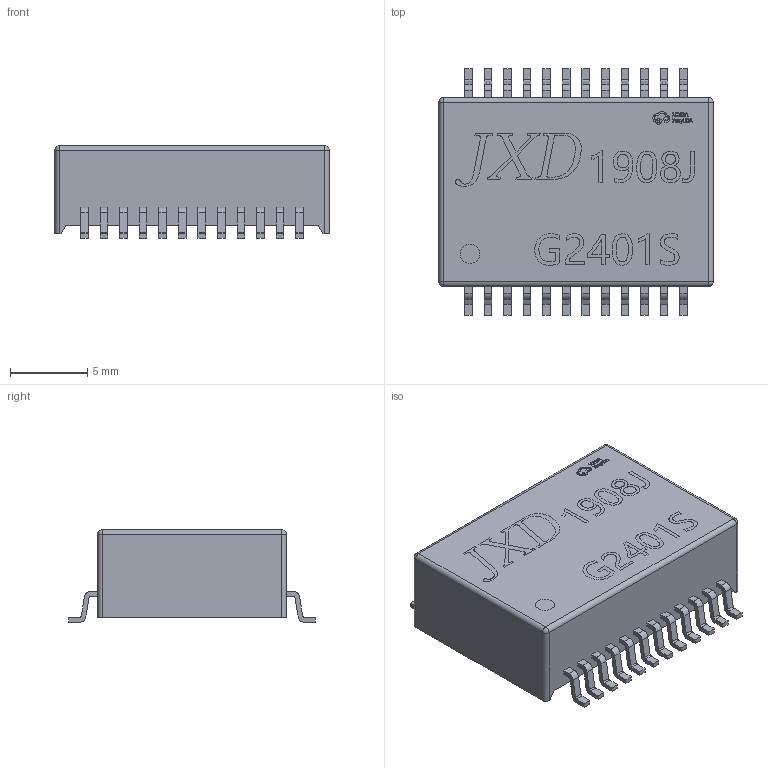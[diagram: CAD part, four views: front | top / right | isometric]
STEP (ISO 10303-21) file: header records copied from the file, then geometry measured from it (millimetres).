
FILE_DESCRIPTION (( 'STEP AP214' ), '1' );
FILE_NAME ('SMD-24_L17.8-W12.2-H6.0-P1.27-LS16.0-BL.step', '2022-07-26T08:41:51', ( '' ), ( '' ), 'SwSTEP 2.0', 'SolidWorks 2020', '' );
FILE_SCHEMA (( 'AUTOMOTIVE_DESIGN' ));
Length unit declared in the file: millimetre
Products named in the file (1): SMD-24_L17.8-W12.2-H6.0-P1.27-LS16.0-BL
Bounding box: 17.8 x 16 x 6 mm (x, y, z)
Volume: 1141.9 mm3; surface area: 880.5 mm2
Topology: 14 solids, 14 shells, 594 faces, 1773 edges, 1256 vertices
Faces by surface type: plane 388, cylinder 104, bspline 98, sphere 4
Entity records: 28970 total; most frequent: CARTESIAN_POINT 6806, ORIENTED_EDGE 3538, DIRECTION 2646, EDGE_CURVE 1769, VERTEX_POINT 1256, VECTOR 1232, LINE 1232, AXIS2_PLACEMENT_3D 707
